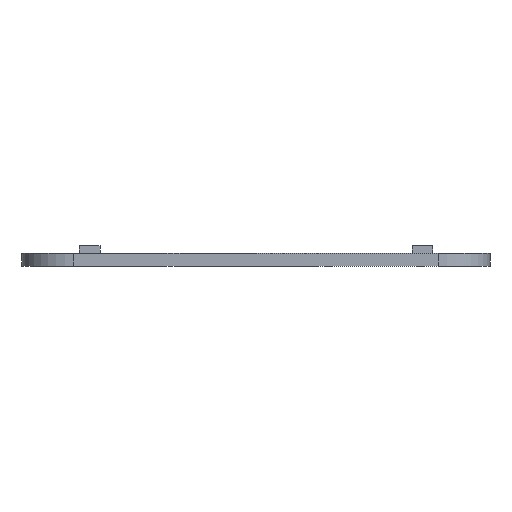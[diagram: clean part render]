
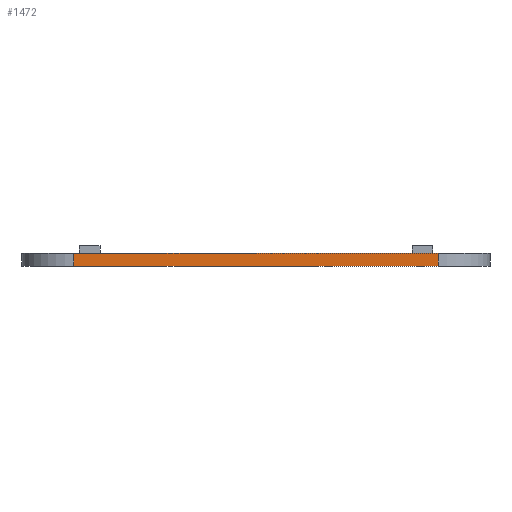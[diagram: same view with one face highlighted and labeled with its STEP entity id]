
A CAD part, left-side view. The second image highlights one B-rep face of the part: STEP entity #1472.
In plain terms, the highlighted planar face has unit normal (-1, 0, 0).
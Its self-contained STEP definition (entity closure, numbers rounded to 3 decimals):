
#1287=CARTESIAN_POINT('Vertex',(0.,162.,5.)) ;
#1303=CARTESIAN_POINT('Vertex',(0.,162.,0.)) ;
#1306=CARTESIAN_POINT('Line Origine',(0.,162.,2.5)) ;
#1442=CARTESIAN_POINT('Axis2P3D Location',(0.,182.,0.)) ;
#1447=CARTESIAN_POINT('Line Origine',(0.,92.,5.)) ;
#1451=CARTESIAN_POINT('Vertex',(0.,22.,5.)) ;
#1454=CARTESIAN_POINT('Line Origine',(0.,92.,0.)) ;
#1458=CARTESIAN_POINT('Vertex',(0.,22.,0.)) ;
#1461=CARTESIAN_POINT('Line Origine',(0.,22.,2.5)) ;
#1307=DIRECTION('Vector Direction',(0.,0.,1.)) ;
#1443=DIRECTION('Axis2P3D Direction',(-1.,0.,0.)) ;
#1444=DIRECTION('Axis2P3D XDirection',(0.,-1.,0.)) ;
#1448=DIRECTION('Vector Direction',(0.,-1.,0.)) ;
#1455=DIRECTION('Vector Direction',(0.,-1.,0.)) ;
#1462=DIRECTION('Vector Direction',(0.,0.,1.)) ;
#1445=AXIS2_PLACEMENT_3D('Plane Axis2P3D',#1442,#1443,#1444) ;
#1467=ORIENTED_EDGE('',*,*,#1453,.F.) ;
#1468=ORIENTED_EDGE('',*,*,#1310,.F.) ;
#1469=ORIENTED_EDGE('',*,*,#1460,.T.) ;
#1470=ORIENTED_EDGE('',*,*,#1465,.T.) ;
#1308=VECTOR('Line Direction',#1307,1.) ;
#1449=VECTOR('Line Direction',#1448,1.) ;
#1456=VECTOR('Line Direction',#1455,1.) ;
#1463=VECTOR('Line Direction',#1462,1.) ;
#1472=ADVANCED_FACE('PartBody',(#1471),#1446,.T.) ;
#1310=EDGE_CURVE('',#1304,#1288,#1309,.T.) ;
#1453=EDGE_CURVE('',#1288,#1452,#1450,.T.) ;
#1460=EDGE_CURVE('',#1304,#1459,#1457,.T.) ;
#1465=EDGE_CURVE('',#1459,#1452,#1464,.T.) ;
#1466=EDGE_LOOP('',(#1467,#1468,#1469,#1470)) ;
#1471=FACE_OUTER_BOUND('',#1466,.T.) ;
#1309=LINE('Line',#1306,#1308) ;
#1450=LINE('Line',#1447,#1449) ;
#1457=LINE('Line',#1454,#1456) ;
#1464=LINE('Line',#1461,#1463) ;
#1446=PLANE('',#1445) ;
#1288=VERTEX_POINT('',#1287) ;
#1304=VERTEX_POINT('',#1303) ;
#1452=VERTEX_POINT('',#1451) ;
#1459=VERTEX_POINT('',#1458) ;
